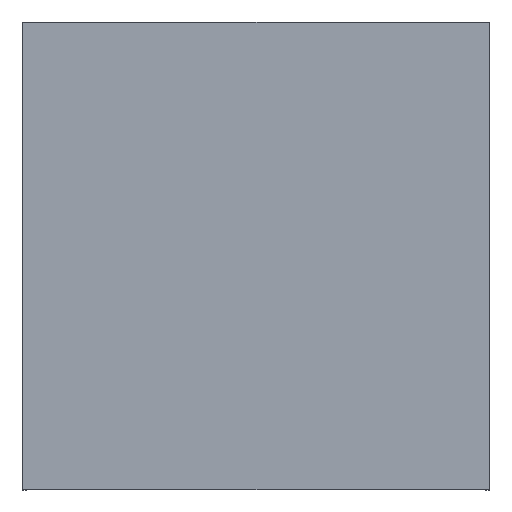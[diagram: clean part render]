
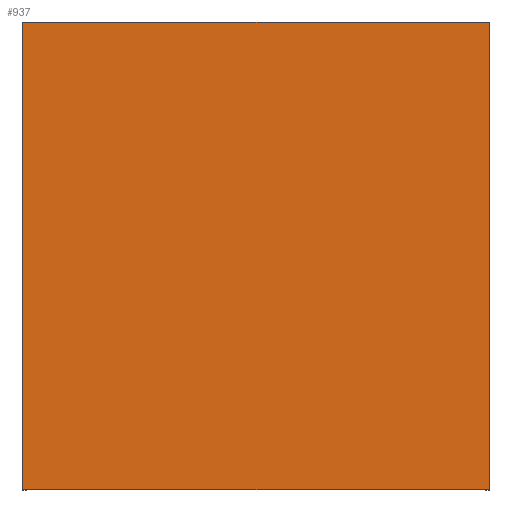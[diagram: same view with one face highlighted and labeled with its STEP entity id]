
A CAD part, top view. The second image highlights one B-rep face of the part: STEP entity #937.
In plain terms, the highlighted planar face has unit normal (0, 0, 1).
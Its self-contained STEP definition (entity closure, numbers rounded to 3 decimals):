
#36 = DIRECTION ( 'NONE',  ( 0., -1., 0. ) ) ;
#41 = CARTESIAN_POINT ( 'NONE',  ( -50.8, 61.431, 0. ) ) ;
#45 = DIRECTION ( 'NONE',  ( 1., 0., 0. ) ) ;
#51 = CARTESIAN_POINT ( 'NONE',  ( -50., -41.5, 0. ) ) ;
#66 = CARTESIAN_POINT ( 'NONE',  ( -50.8, -41.5, 0. ) ) ;
#87 = CARTESIAN_POINT ( 'NONE',  ( -50.8, 60.3, 0. ) ) ;
#90 = DIRECTION ( 'NONE',  ( 0., 0., -1. ) ) ;
#92 = CARTESIAN_POINT ( 'NONE',  ( -50., 41.5, 0. ) ) ;
#97 = PLANE ( 'NONE',  #293 ) ;
#125 = EDGE_CURVE ( 'NONE', #951, #812, #718, .T. ) ;
#167 = CARTESIAN_POINT ( 'NONE',  ( -50., 60.3, 0. ) ) ;
#175 = DIRECTION ( 'NONE',  ( 1., 0., 0. ) ) ;
#228 = CARTESIAN_POINT ( 'NONE',  ( 50.8, 60.3, 0. ) ) ;
#247 = LINE ( 'NONE', #41, #464 ) ;
#263 = DIRECTION ( 'NONE',  ( 0., -1., 0. ) ) ;
#293 = AXIS2_PLACEMENT_3D ( 'NONE', #92, #90, #476 ) ;
#299 = CARTESIAN_POINT ( 'NONE',  ( 50.8, 61.431, 0. ) ) ;
#359 = CARTESIAN_POINT ( 'NONE',  ( 50.8, -41.5, 0. ) ) ;
#454 = ORIENTED_EDGE ( 'NONE', *, *, #994, .T. ) ;
#464 = VECTOR ( 'NONE', #36, 1000. ) ;
#475 = VECTOR ( 'NONE', #45, 1000. ) ;
#476 = DIRECTION ( 'NONE',  ( -1., 0., 0. ) ) ;
#481 = LINE ( 'NONE', #51, #475 ) ;
#544 = VECTOR ( 'NONE', #263, 1000. ) ;
#553 = LINE ( 'NONE', #299, #544 ) ;
#661 = VERTEX_POINT ( 'NONE', #359 ) ;
#707 = FACE_OUTER_BOUND ( 'NONE', #779, .T. ) ;
#718 = LINE ( 'NONE', #167, #814 ) ;
#752 = EDGE_CURVE ( 'NONE', #812, #661, #553, .T. ) ;
#779 = EDGE_LOOP ( 'NONE', ( #454, #803, #1006, #793 ) ) ;
#793 = ORIENTED_EDGE ( 'NONE', *, *, #125, .F. ) ;
#803 = ORIENTED_EDGE ( 'NONE', *, *, #986, .T. ) ;
#812 = VERTEX_POINT ( 'NONE', #228 ) ;
#814 = VECTOR ( 'NONE', #175, 1000. ) ;
#937 = ADVANCED_FACE ( 'NONE', ( #707 ), #97, .F. ) ;
#951 = VERTEX_POINT ( 'NONE', #87 ) ;
#986 = EDGE_CURVE ( 'NONE', #998, #661, #481, .T. ) ;
#994 = EDGE_CURVE ( 'NONE', #951, #998, #247, .T. ) ;
#998 = VERTEX_POINT ( 'NONE', #66 ) ;
#1006 = ORIENTED_EDGE ( 'NONE', *, *, #752, .F. ) ;
